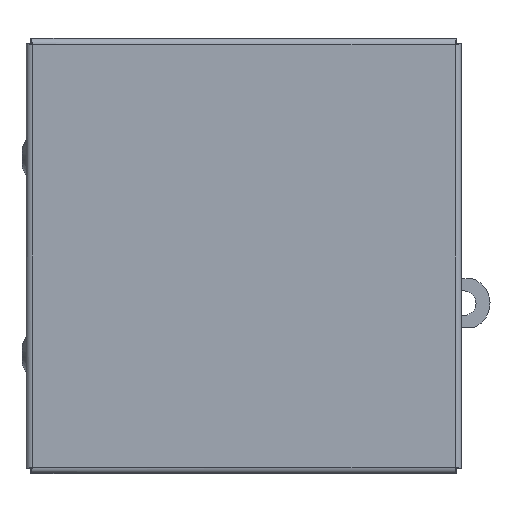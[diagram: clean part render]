
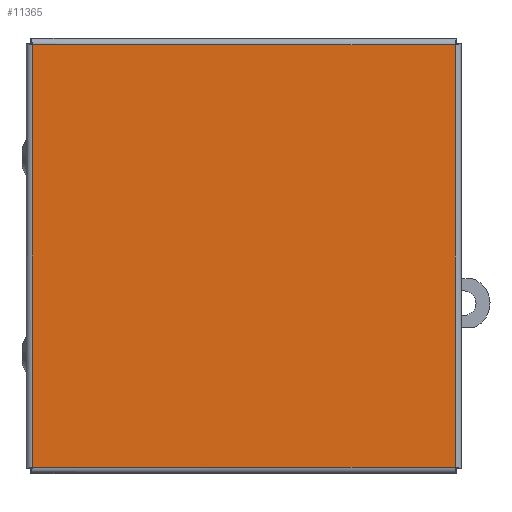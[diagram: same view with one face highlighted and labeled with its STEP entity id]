
A CAD part, left-side view. The second image highlights one B-rep face of the part: STEP entity #11365.
In plain terms, the highlighted face is planar.
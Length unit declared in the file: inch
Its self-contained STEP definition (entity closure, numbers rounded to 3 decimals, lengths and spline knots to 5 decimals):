
#10273=CARTESIAN_POINT('',(-2.90675,2.90675,0.));
#10274=VERTEX_POINT('',#10273);
#10285=CARTESIAN_POINT('',(-2.90675,-3.53175,0.0));
#10286=VERTEX_POINT('',#10285);
#10287=CARTESIAN_POINT('',(-2.90675,-3.53175,0.0));
#10288=DIRECTION('',(0.0,1.0,0.0));
#10289=VECTOR('',#10288,6.4385);
#10290=LINE('',#10287,#10289);
#10291=EDGE_CURVE('',#10286,#10274,#10290,.T.);
#10563=CARTESIAN_POINT('',(3.53175,-3.53175,0.0));
#10564=VERTEX_POINT('',#10563);
#10565=CARTESIAN_POINT('',(3.53175,-3.53175,0.0));
#10566=DIRECTION('',(-1.0,0.0,0.0));
#10567=VECTOR('',#10566,6.4385);
#10568=LINE('',#10565,#10567);
#10569=EDGE_CURVE('',#10564,#10286,#10568,.T.);
#10834=CARTESIAN_POINT('',(3.53175,2.90675,0.));
#10835=VERTEX_POINT('',#10834);
#10836=CARTESIAN_POINT('',(3.53175,2.90675,0.0));
#10837=DIRECTION('',(0.0,-1.0,0.0));
#10838=VECTOR('',#10837,6.4385);
#10839=LINE('',#10836,#10838);
#10840=EDGE_CURVE('',#10835,#10564,#10839,.T.);
#11105=CARTESIAN_POINT('',(-2.90675,2.90675,0.0));
#11106=DIRECTION('',(1.0,0.0,0.0));
#11107=VECTOR('',#11106,6.4385);
#11108=LINE('',#11105,#11107);
#11109=EDGE_CURVE('',#10274,#10835,#11108,.T.);
#11354=CARTESIAN_POINT('',(0.3125,-0.3125,0.0));
#11355=DIRECTION('',(0.0,0.0,1.0));
#11356=DIRECTION('',(1.0,0.0,0.0));
#11357=AXIS2_PLACEMENT_3D('',#11354,#11355,#11356);
#11358=PLANE('',#11357);
#11359=ORIENTED_EDGE('',*,*,#10291,.T.);
#11360=ORIENTED_EDGE('',*,*,#11109,.T.);
#11361=ORIENTED_EDGE('',*,*,#10840,.T.);
#11362=ORIENTED_EDGE('',*,*,#10569,.T.);
#11363=EDGE_LOOP('',(#11359,#11360,#11361,#11362));
#11364=FACE_OUTER_BOUND('',#11363,.T.);
#11365=ADVANCED_FACE('',(#11364),#11358,.F.);
